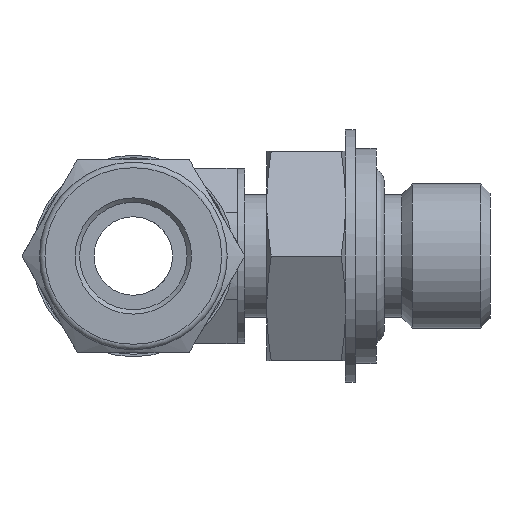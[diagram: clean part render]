
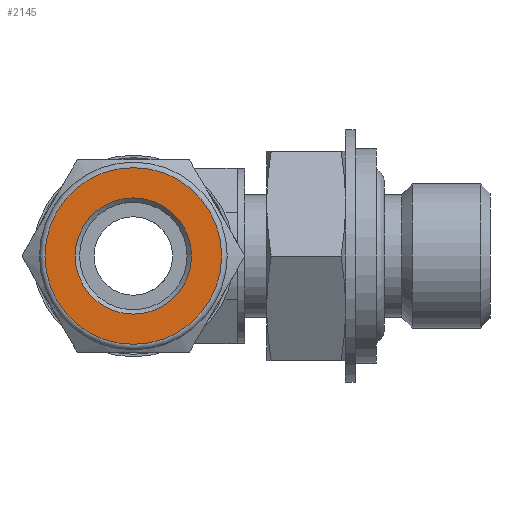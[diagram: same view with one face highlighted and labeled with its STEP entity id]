
A CAD part, left-side view. The second image highlights one B-rep face of the part: STEP entity #2145.
In plain terms, the highlighted planar face has unit normal (-1, 0, 0).
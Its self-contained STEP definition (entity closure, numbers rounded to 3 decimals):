
#119=FACE_BOUND('',#471,.T.);
#199=CIRCLE('',#2356,8.);
#213=CIRCLE('',#2382,5.265);
#326=FACE_OUTER_BOUND('',#470,.T.);
#470=EDGE_LOOP('',(#1704));
#471=EDGE_LOOP('',(#1705));
#956=VERTEX_POINT('',#3505);
#968=VERTEX_POINT('',#3551);
#1208=EDGE_CURVE('',#956,#956,#199,.T.);
#1230=EDGE_CURVE('',#968,#968,#213,.T.);
#1704=ORIENTED_EDGE('',*,*,#1208,.F.);
#1705=ORIENTED_EDGE('',*,*,#1230,.T.);
#2046=PLANE('',#2383);
#2145=ADVANCED_FACE('',(#326,#119),#2046,.T.);
#2356=AXIS2_PLACEMENT_3D('',#3507,#2797,#2798);
#2382=AXIS2_PLACEMENT_3D('',#3553,#2857,#2858);
#2383=AXIS2_PLACEMENT_3D('',#3554,#2859,#2860);
#2797=DIRECTION('center_axis',(1.,0.,0.));
#2798=DIRECTION('ref_axis',(0.,0.,-1.));
#2857=DIRECTION('center_axis',(1.,0.,0.));
#2858=DIRECTION('ref_axis',(0.,0.,-1.));
#2859=DIRECTION('center_axis',(-1.,0.,0.));
#2860=DIRECTION('ref_axis',(0.,0.,1.));
#3505=CARTESIAN_POINT('',(-30.614,0.,8.));
#3507=CARTESIAN_POINT('Origin',(-30.614,0.,0.));
#3551=CARTESIAN_POINT('',(-30.614,-5.265,0.));
#3553=CARTESIAN_POINT('Origin',(-30.614,0.,0.));
#3554=CARTESIAN_POINT('Origin',(-30.614,8.,0.));
